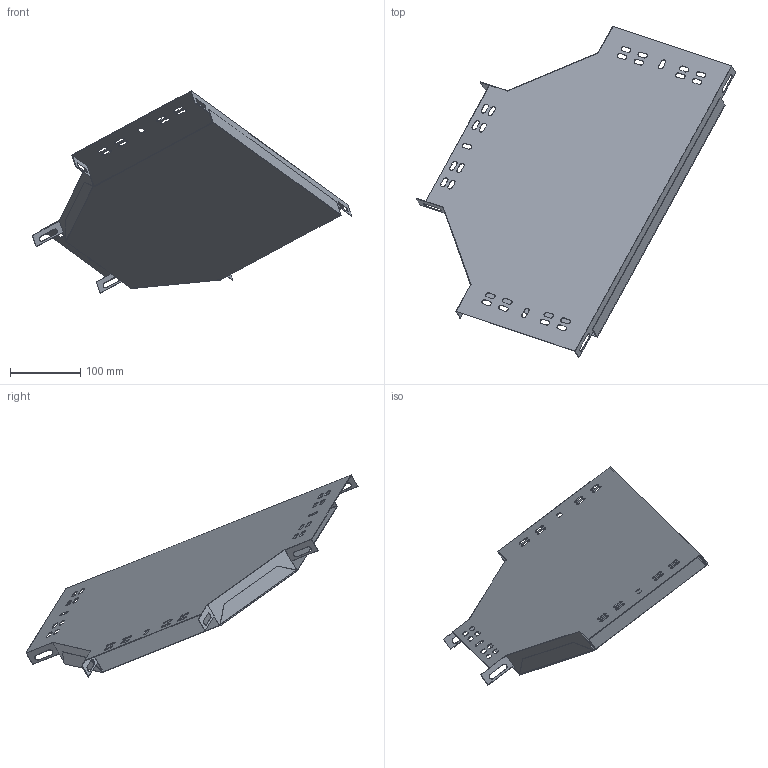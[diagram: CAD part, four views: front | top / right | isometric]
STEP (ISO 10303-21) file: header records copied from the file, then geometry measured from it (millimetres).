
FILE_DESCRIPTION (( 'STEP AP203' ), '1' );
FILE_NAME ('CLP1T-035-200-1 Ðàçâåòâèòåëü Ò-îáðàçíûé 35õ200 ìì..STEP', '2016-03-04T06:41:16', ( '' ), ( '' ), 'SwSTEP 2.0', 'SolidWorks 2014', '' );
FILE_SCHEMA (( 'CONFIG_CONTROL_DESIGN' ));
Length unit declared in the file: millimetre
Products named in the file (1): CLP1T-035-200-1 Ðàçâåòâèòåëü Ò-îáðàçíûé 35õ200 ìì.
Bounding box: 456.01 x 473.74 x 288.68 mm (x, y, z)
Volume: 228275.1 mm3; surface area: 574379.4 mm2
Topology: 2 solids, 2 shells, 200 faces, 578 edges, 382 vertices
Faces by surface type: plane 134, cylinder 66
Entity records: 6761 total; most frequent: CARTESIAN_POINT 1161, ORIENTED_EDGE 1156, DIRECTION 1112, EDGE_CURVE 578, LINE 446, VECTOR 446, VERTEX_POINT 382, AXIS2_PLACEMENT_3D 333
